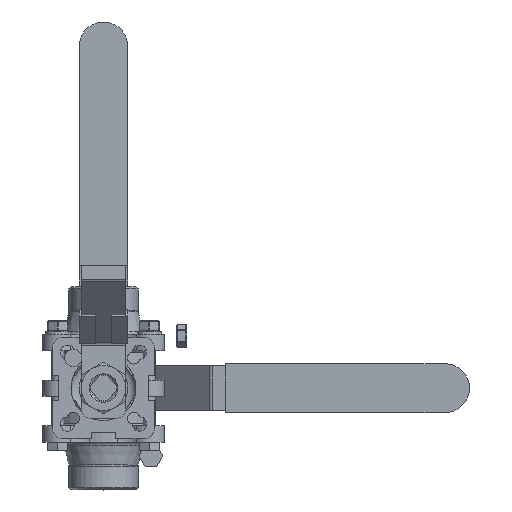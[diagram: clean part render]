
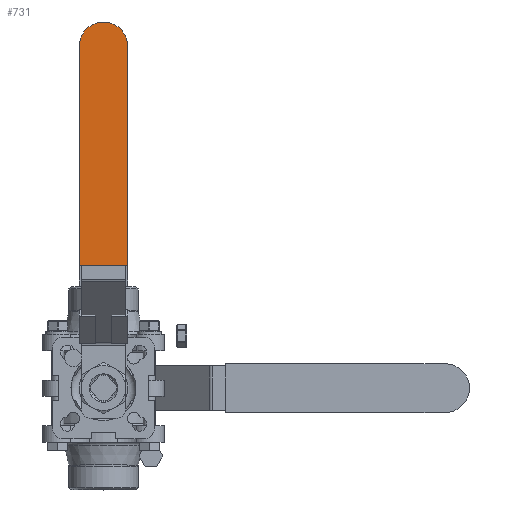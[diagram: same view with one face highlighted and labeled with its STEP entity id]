
A CAD part, top view. The second image highlights one B-rep face of the part: STEP entity #731.
In plain terms, the highlighted planar face has unit normal (0, 0, 1).
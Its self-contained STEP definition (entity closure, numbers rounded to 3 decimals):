
#731 = ADVANCED_FACE( '', ( #1653 ), #1654, .F. );
#1653 = FACE_OUTER_BOUND( '', #3179, .T. );
#1654 = PLANE( '', #3180 );
#3179 = EDGE_LOOP( '', ( #5282, #5283, #5284, #5285 ) );
#3180 = AXIS2_PLACEMENT_3D( '', #5286, #5287, #5288 );
#5282 = ORIENTED_EDGE( '', *, *, #7327, .T. );
#5283 = ORIENTED_EDGE( '', *, *, #7199, .T. );
#5284 = ORIENTED_EDGE( '', *, *, #6641, .T. );
#5285 = ORIENTED_EDGE( '', *, *, #7328, .F. );
#5286 = CARTESIAN_POINT( '', ( -12., 120., 2.5 ) );
#5287 = DIRECTION( '', ( 0., 0., -1. ) );
#5288 = DIRECTION( '', ( -1., 0., 0. ) );
#6641 = EDGE_CURVE( '', #7822, #7826, #7828, .T. );
#7199 = EDGE_CURVE( '', #8743, #7822, #8744, .T. );
#7327 = EDGE_CURVE( '', #8909, #8743, #8910, .F. );
#7328 = EDGE_CURVE( '', #8909, #7826, #8911, .T. );
#7822 = VERTEX_POINT( '', #9594 );
#7826 = VERTEX_POINT( '', #9600 );
#7828 = LINE( '', #9603, #9604 );
#8743 = VERTEX_POINT( '', #12385 );
#8744 = LINE( '', #12386, #12387 );
#8909 = VERTEX_POINT( '', #12919 );
#8910 = CIRCLE( '', #12920, 12. );
#8911 = LINE( '', #12921, #12922 );
#9594 = CARTESIAN_POINT( '', ( -12., 0., 2.5 ) );
#9600 = CARTESIAN_POINT( '', ( 12., 0., 2.5 ) );
#9603 = CARTESIAN_POINT( '', ( -12., 0., 2.5 ) );
#9604 = VECTOR( '', #13642, 1000. );
#12385 = CARTESIAN_POINT( '', ( -12., 108., 2.5 ) );
#12386 = CARTESIAN_POINT( '', ( -12., 120., 2.5 ) );
#12387 = VECTOR( '', #14310, 1000. );
#12919 = CARTESIAN_POINT( '', ( 12., 108., 2.5 ) );
#12920 = AXIS2_PLACEMENT_3D( '', #14416, #14417, #14418 );
#12921 = CARTESIAN_POINT( '', ( 12., 120., 2.5 ) );
#12922 = VECTOR( '', #14419, 1000. );
#13642 = DIRECTION( '', ( 1., 0., 0. ) );
#14310 = DIRECTION( '', ( 0., -1., 0. ) );
#14416 = CARTESIAN_POINT( '', ( 0., 108., 2.5 ) );
#14417 = DIRECTION( '', ( 0., 0., -1. ) );
#14418 = DIRECTION( '', ( -1., 0., 0. ) );
#14419 = DIRECTION( '', ( 0., -1., 0. ) );
